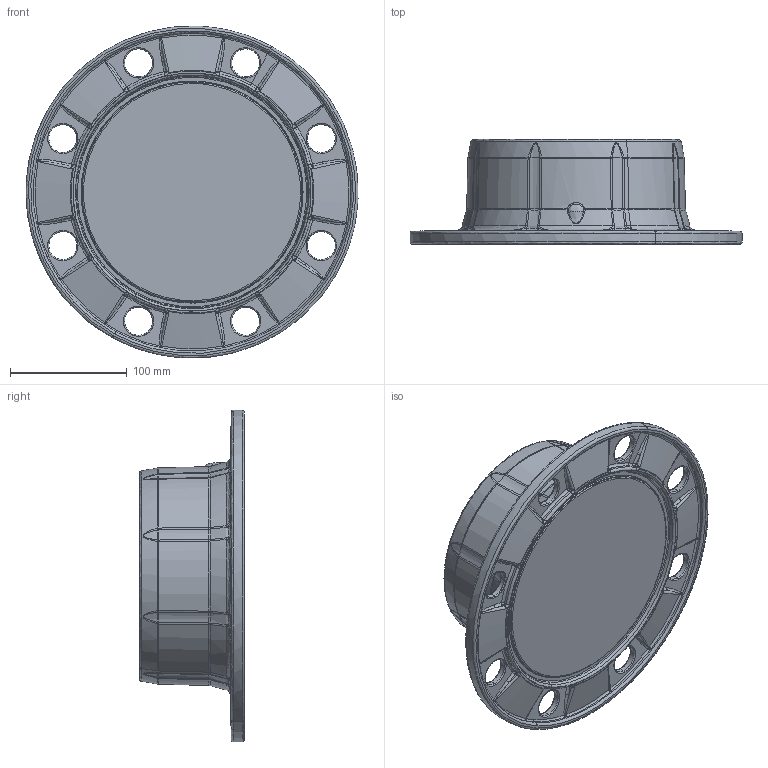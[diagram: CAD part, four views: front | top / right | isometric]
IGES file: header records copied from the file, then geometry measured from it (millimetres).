
Start section: START RECORD GO HERE.
Global section: file name: 05160-60-62XXXX.igs; native system: IBM CATIA IGES - CATIA Version 5 Release 17 ; preprocessor: CATIA Version 5 Release 17 ; author: pbm; organization: DKAVKINT; date: 20100826.095619; units: millimetre
Bounding box: 284.89 x 90 x 284.79 mm (x, y, z)
Surface area: 228175.2 mm2 (no closed solid volume)
Topology: 0 solids, 1616 shells, 1616 faces, 8290 edges, 8224 vertices
Faces by surface type: bspline 1616
